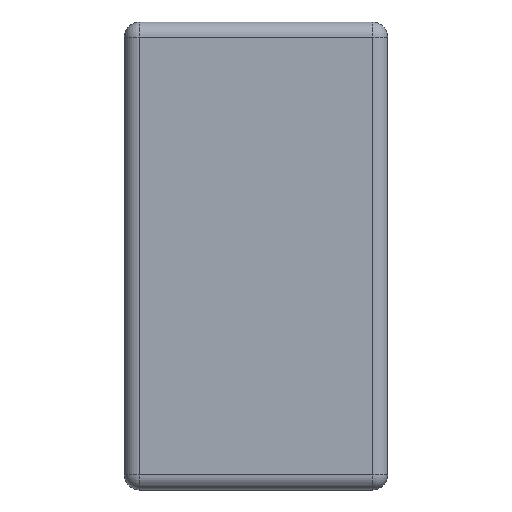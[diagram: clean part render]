
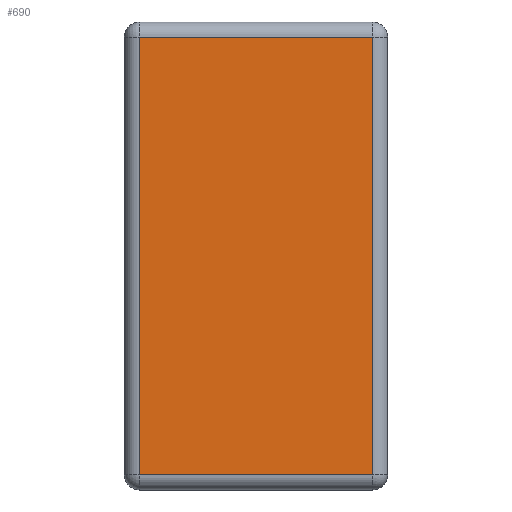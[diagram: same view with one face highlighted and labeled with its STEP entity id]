
A CAD part, left-side view. The second image highlights one B-rep face of the part: STEP entity #690.
In plain terms, the highlighted planar face has unit normal (-1, 0, 0).
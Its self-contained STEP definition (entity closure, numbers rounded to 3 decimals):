
#22 = ORIENTED_EDGE ( 'NONE', *, *, #29, .T. ) ;
#23 = EDGE_CURVE ( 'NONE', #477, #994, #1177, .T. ) ;
#29 = EDGE_CURVE ( 'NONE', #837, #477, #758, .T. ) ;
#43 = CARTESIAN_POINT ( 'NONE',  ( -1.6, 0.08, -1.165 ) ) ;
#80 = DIRECTION ( 'NONE',  ( 0., 0., -1. ) ) ;
#104 = DIRECTION ( 'NONE',  ( 0., 1., 0. ) ) ;
#115 = VECTOR ( 'NONE', #274, 1000. ) ;
#131 = PLANE ( 'NONE',  #619 ) ;
#147 = ORIENTED_EDGE ( 'NONE', *, *, #907, .T. ) ;
#165 = CARTESIAN_POINT ( 'NONE',  ( -1.6, 1.32, -1.245 ) ) ;
#214 = LINE ( 'NONE', #669, #115 ) ;
#224 = EDGE_CURVE ( 'NONE', #762, #837, #214, .T. ) ;
#249 = CARTESIAN_POINT ( 'NONE',  ( -1.6, 1.32, 1.165 ) ) ;
#262 = DIRECTION ( 'NONE',  ( 0., -1., 0. ) ) ;
#274 = DIRECTION ( 'NONE',  ( 0., 0., 1. ) ) ;
#365 = LINE ( 'NONE', #465, #1134 ) ;
#429 = CARTESIAN_POINT ( 'NONE',  ( -1.6, 0.08, 1.165 ) ) ;
#460 = CARTESIAN_POINT ( 'NONE',  ( -1.6, 1.4, 1.165 ) ) ;
#465 = CARTESIAN_POINT ( 'NONE',  ( -1.6, 1.4, -1.165 ) ) ;
#477 = VERTEX_POINT ( 'NONE', #249 ) ;
#586 = DIRECTION ( 'NONE',  ( 1., 0., 0. ) ) ;
#619 = AXIS2_PLACEMENT_3D ( 'NONE', #1060, #586, #957 ) ;
#662 = CARTESIAN_POINT ( 'NONE',  ( -1.6, 1.32, -1.165 ) ) ;
#669 = CARTESIAN_POINT ( 'NONE',  ( -1.6, 0.08, -1.245 ) ) ;
#690 = ADVANCED_FACE ( 'NONE', ( #832 ), #131, .F. ) ;
#696 = ORIENTED_EDGE ( 'NONE', *, *, #23, .T. ) ;
#758 = LINE ( 'NONE', #460, #1050 ) ;
#762 = VERTEX_POINT ( 'NONE', #43 ) ;
#790 = ORIENTED_EDGE ( 'NONE', *, *, #224, .T. ) ;
#832 = FACE_OUTER_BOUND ( 'NONE', #1056, .T. ) ;
#837 = VERTEX_POINT ( 'NONE', #429 ) ;
#907 = EDGE_CURVE ( 'NONE', #994, #762, #365, .T. ) ;
#957 = DIRECTION ( 'NONE',  ( 0., 0., -1. ) ) ;
#994 = VERTEX_POINT ( 'NONE', #662 ) ;
#1050 = VECTOR ( 'NONE', #104, 1000. ) ;
#1056 = EDGE_LOOP ( 'NONE', ( #696, #147, #790, #22 ) ) ;
#1060 = CARTESIAN_POINT ( 'NONE',  ( -1.6, 1.4, -1.245 ) ) ;
#1134 = VECTOR ( 'NONE', #262, 1000. ) ;
#1177 = LINE ( 'NONE', #165, #1238 ) ;
#1238 = VECTOR ( 'NONE', #80, 1000. ) ;
